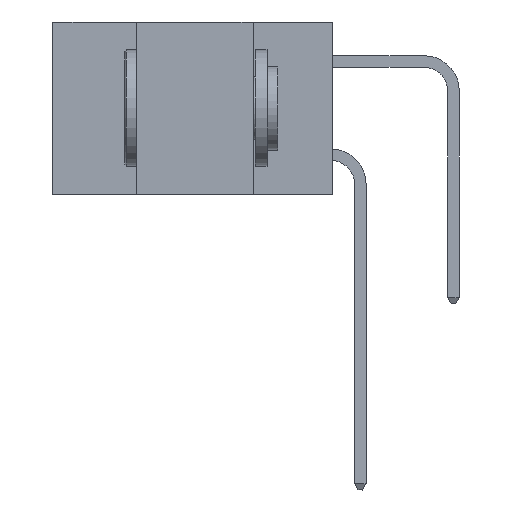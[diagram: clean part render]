
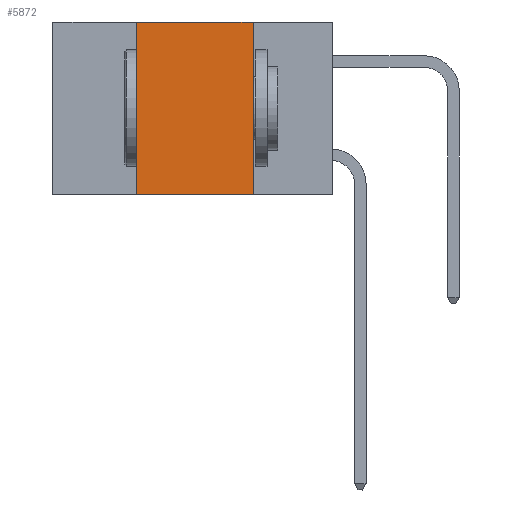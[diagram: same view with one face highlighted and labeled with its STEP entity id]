
A CAD part, left-side view. The second image highlights one B-rep face of the part: STEP entity #5872.
In plain terms, the highlighted planar face has unit normal (-1, 0, 0).
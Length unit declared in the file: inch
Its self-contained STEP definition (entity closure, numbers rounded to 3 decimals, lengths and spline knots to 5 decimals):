
#523 = ORIENTED_EDGE ( 'NONE', *, *, #7168, .F. ) ;
#727 = CARTESIAN_POINT ( 'NONE',  ( 0., 0.17, -0.37 ) ) ;
#778 = FACE_OUTER_BOUND ( 'NONE', #1401, .T. ) ;
#1357 = EDGE_CURVE ( 'NONE', #4128, #3002, #3782, .T. ) ;
#1372 = EDGE_CURVE ( 'NONE', #15540, #3002, #15846, .T. ) ;
#1401 = EDGE_LOOP ( 'NONE', ( #4508, #523, #10287, #14428 ) ) ;
#1659 = VERTEX_POINT ( 'NONE', #15893 ) ;
#3002 = VERTEX_POINT ( 'NONE', #727 ) ;
#3224 = DIRECTION ( 'NONE',  ( 0., 0., -1. ) ) ;
#3405 = AXIS2_PLACEMENT_3D ( 'NONE', #15279, #10808, #3224 ) ;
#3782 = LINE ( 'NONE', #11275, #7086 ) ;
#3855 = DIRECTION ( 'NONE',  ( 0., 0., 1. ) ) ;
#3914 = CARTESIAN_POINT ( 'NONE',  ( 0., 0.6, -0.37 ) ) ;
#4128 = VERTEX_POINT ( 'NONE', #4817 ) ;
#4508 = ORIENTED_EDGE ( 'NONE', *, *, #1357, .F. ) ;
#4817 = CARTESIAN_POINT ( 'NONE',  ( 0., 0.17, 0. ) ) ;
#5311 = DIRECTION ( 'NONE',  ( 0., -1., 0. ) ) ;
#5693 = DIRECTION ( 'NONE',  ( 0., -1., 0. ) ) ;
#5872 = ADVANCED_FACE ( 'NONE', ( #778 ), #10739, .F. ) ;
#7086 = VECTOR ( 'NONE', #14271, 39.37008 ) ;
#7168 = EDGE_CURVE ( 'NONE', #1659, #4128, #13018, .T. ) ;
#8030 = VECTOR ( 'NONE', #5311, 39.37008 ) ;
#8254 = EDGE_CURVE ( 'NONE', #15540, #1659, #16604, .T. ) ;
#8352 = CARTESIAN_POINT ( 'NONE',  ( 0., 0.42, 0. ) ) ;
#8548 = VECTOR ( 'NONE', #3855, 39.37008 ) ;
#8707 = CARTESIAN_POINT ( 'NONE',  ( 0., 0.42, -0.37 ) ) ;
#10287 = ORIENTED_EDGE ( 'NONE', *, *, #8254, .F. ) ;
#10739 = PLANE ( 'NONE',  #3405 ) ;
#10808 = DIRECTION ( 'NONE',  ( 1., 0., 0. ) ) ;
#11275 = CARTESIAN_POINT ( 'NONE',  ( 0., 0.17, 0. ) ) ;
#13018 = LINE ( 'NONE', #13203, #16379 ) ;
#13203 = CARTESIAN_POINT ( 'NONE',  ( 0., 0.6, 0. ) ) ;
#14271 = DIRECTION ( 'NONE',  ( 0., 0., -1. ) ) ;
#14428 = ORIENTED_EDGE ( 'NONE', *, *, #1372, .T. ) ;
#15279 = CARTESIAN_POINT ( 'NONE',  ( 0., 0.6, 0. ) ) ;
#15540 = VERTEX_POINT ( 'NONE', #8707 ) ;
#15846 = LINE ( 'NONE', #3914, #8030 ) ;
#15893 = CARTESIAN_POINT ( 'NONE',  ( 0., 0.42, 0. ) ) ;
#16379 = VECTOR ( 'NONE', #5693, 39.37008 ) ;
#16604 = LINE ( 'NONE', #8352, #8548 ) ;
